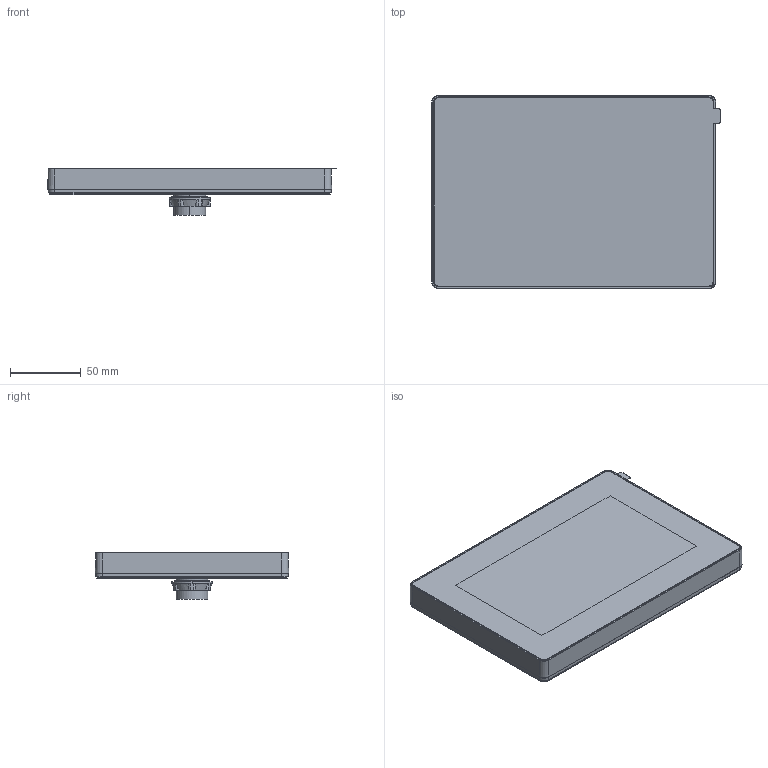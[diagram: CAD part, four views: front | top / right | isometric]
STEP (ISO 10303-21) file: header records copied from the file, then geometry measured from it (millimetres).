
FILE_DESCRIPTION((''),'2;1');
FILE_NAME('MFR4179101_ASM_SE_7_FRONT_MODUL_ASM','2020-05-20T10:29:40',('danae.lavaud'),(''),'CREO PARAMETRIC BY PTC INC, 2018260','CREO PARAMETRIC BY PTC INC, 2018260','');
FILE_SCHEMA(('AUTOMOTIVE_DESIGN { 1 0 10303 214 1 1 1 1 }'));
Length unit declared in the file: millimetre
Products named in the file (12): PRT0006_1_1; PRT0007_2_1; SIMPLIFIED_ASM_1_ASM_1_ASM; MFR4097901_ASM_SE_4_3_FRONT_MOD_ASM; MFR7577101_1_1; MFR4179401_1_1; PRT0005_1; PRT0006_1_2; PRT0006_1_3; PRT0006_1_ASM; SIMPLIFIED_ASM_1_ASM; MFR4179101_ASM_SE_7_FRONT_MODUL_ASM
Assembly tree (11 placements, depth 5):
  MFR4179101_ASM_SE_7_FRONT_MODUL_ASM
    SIMPLIFIED_ASM_1_ASM
      MFR4097901_ASM_SE_4_3_FRONT_MOD_ASM
        SIMPLIFIED_ASM_1_ASM_1_ASM
          PRT0006_1_1
          PRT0007_2_1
      MFR7577101_1_1
      MFR4179401_1_1
      PRT0005_1
      PRT0006_1_ASM
        PRT0006_1_2
        PRT0006_1_3
Bounding box: 204.38 x 137.16 x 33.2 mm (x, y, z)
Volume: 486014.9 mm3; surface area: 242376.1 mm2
Topology: 7 solids, 8 shells, 666 faces, 1896 edges, 1257 vertices
Faces by surface type: plane 531, cylinder 88, cone 30, torus 10, bspline 7
Entity records: 23778 total; most frequent: CARTESIAN_POINT 5910, ORIENTED_EDGE 3792, DIRECTION 3509, EDGE_CURVE 1896, AXIS2_PLACEMENT_3D 1263, VERTEX_POINT 1257, VECTOR 983, LINE 983
